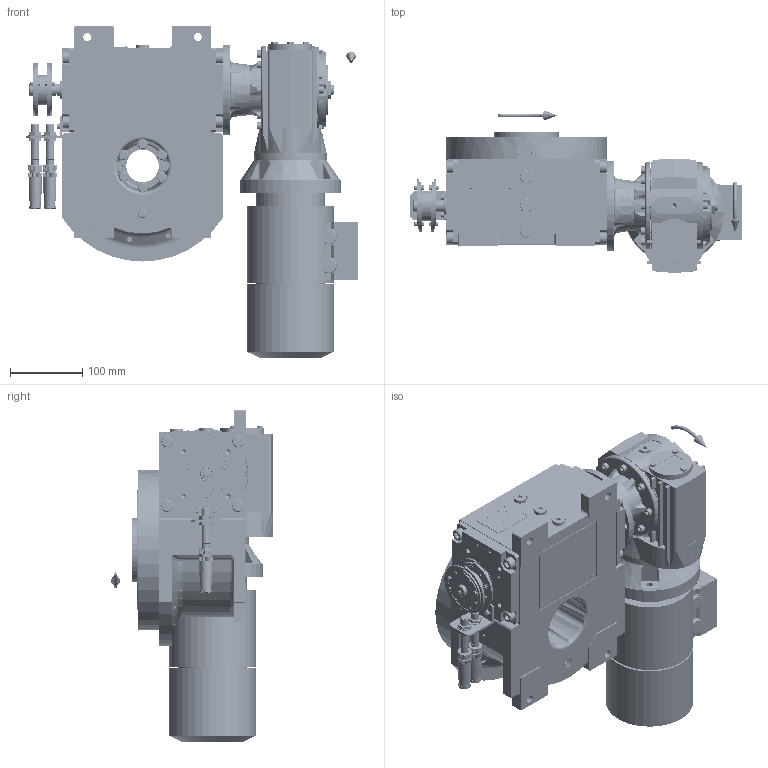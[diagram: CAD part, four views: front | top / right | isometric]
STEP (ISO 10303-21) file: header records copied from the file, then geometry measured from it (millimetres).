
FILE_DESCRIPTION (( 'STEP AP203' ), '1' );
FILE_NAME ('PC5201710.step', '2025-11-28T13:56:16', ( '' ), ( '' ), 'SwSTEP 2.0', 'SolidWorks 2020', '' );
FILE_SCHEMA (( 'CONFIG_CONTROL_DESIGN' ));
Length unit declared in the file: millimetre
Products named in the file (91): cfn2003_01_054; cfn2000_01_126; cfn2128_04_004; 900_38_10_028; rig06_071_06_m_asm.stp; 900_00_00_005; cfn2000_01_103; AS_900_38_30_003; cfn2115_01_005; rig06_016; PC5201710; cfn2476_01_002_60x46; rig06_004; 900_38_30_003; cfn2155_01_056; olio_agip_blasia_150; rig06_002_bl_001; cfn2000_01_161; cfn2000_01_184; RIG06_005_ASM^rig06_071_06_m_asm(2)_rig06_071_06_m_asm.stp; cfn2104_01_016; cfn2070_05_005; CFN2356_03_047^rig06_071_06_m_asm(2)_rig06_071_06_m_asm.stp; BM63B5; CFN2223_01-570X6-B^rig06_071_06_m_asm(2)_rig06_071_06_m_asm.stp; rig06_005_n_01; cfn2000_01_124; cfn2205_01_013; rig06_004_s_001; AS_cfn2400_04_024; AS_900_38_10_028; CFN2203_02_001^rig06_071_06_m_asm(2)_rig06_071_06_m_asm.stp; cfn2107_01_001; CFN2010_02_002^rig06_071_06_m_asm(2)_rig06_071_06_m_asm.stp; AS_rig06_071_6_m; CFN2104_02_017^RIG06_005_ASM_rig06_071_06_m_asm(2)_rig06_071_06_m_asm.stp; CFN2010_01_012^rig06_071_06_m_asm(2)_rig06_071_06_m_asm.stp; cfn2155_01_303; AS_rig06_016; cfn2400_04_024 ...
Assembly tree (87 placements, depth 5):
  PC5201710
    rig06_001_a
    AS_cfn2476_01_002_60x46
      cfn2476_01_002_60x46
      cfn2107_01_001
      cfn2107_01_001
    AS_rig06_071_6_m
      rig06_071_06_m_asm.stp
        RIG06_005_ASM^rig06_071_06_m_asm(2)_rig06_071_06_m_asm.stp
          RIG06_021_AF0^RIG06_005_ASM_rig06_071_06_m_asm(2)_rig06_071_06_m_asm.stp
          CFN2000_01_185^RIG06_005_ASM_rig06_071_06_m_asm(2)_rig06_071_06_m_asm.stp
          CFN2000_01_185^RIG06_005_ASM_rig06_071_06_m_asm(2)_rig06_071_06_m_asm.stp
          CFN2104_02_017^RIG06_005_ASM_rig06_071_06_m_asm(2)_rig06_071_06_m_asm.stp
        CFN2010_02_002^rig06_071_06_m_asm(2)_rig06_071_06_m_asm.stp
      cfn2000_01_124  x6
      cfn2000_01_124
      cfn2104_01_016  x2
      rig06_003_6
      rig06_005_n_01
      cfn2000_01_124
      cfn2000_01_124
      cfn2000_01_124
      cfn2155_01_303
    AS_rig06_017
      rig06_017
      cfn2158_01_011
      cfn2000_01_126
      cfn2000_01_126
      cfn2000_01_126
      cfn2000_01_126
      cfn2000_01_126
      cfn2000_01_126
    AS_rig06_004_s_001
      rig06_004_s_001
      cfn2070_05_005
      cfn2000_01_103
      cfn2000_01_103
      cfn2000_01_103
      cfn2000_01_103
      cfn2155_01_056
    AS_rig06_004
      rig06_004
      cfn2070_05_005
      cfn2000_01_103
      cfn2000_01_103
      cfn2000_01_103
      cfn2000_01_103
      cfn2155_01_056
    AS_rig06_002_bl_001
      rig06_002_bl_001
      cfn2115_01_005
    cfn2128_04_004
    cfn2128_04_004
    cfn2128_04_004
    cfn2128_19_002
    AS_rig06_016
      rig06_016
      cfn2003_01_054
      cfn2003_01_054
      cfn2003_01_054
Bounding box: 458.5 x 224.5 x 457.99 mm (x, y, z)
Volume: 7197101.7 mm3; surface area: 1220546.5 mm2
Topology: 75 solids, 83 shells, 5820 faces, 14788 edges, 9369 vertices
Faces by surface type: plane 2651, cylinder 1946, cone 1051, torus 160, bspline 6, sphere 6
Entity records: 160914 total; most frequent: CARTESIAN_POINT 39675, DIRECTION 23518, ORIENTED_EDGE 23120, EDGE_CURVE 11560, AXIS2_PLACEMENT_3D 8647, VERTEX_POINT 7415, LINE 6224, VECTOR 6224
